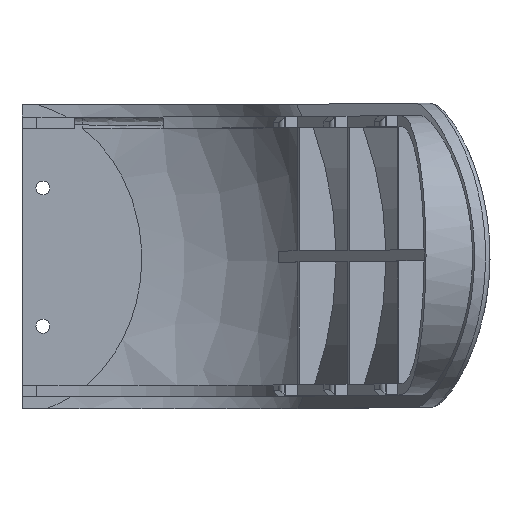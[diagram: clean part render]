
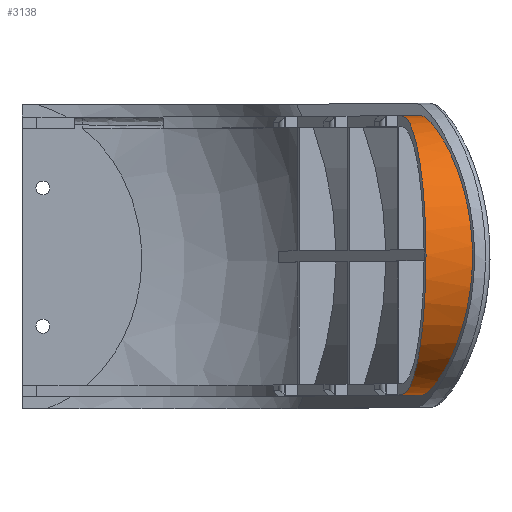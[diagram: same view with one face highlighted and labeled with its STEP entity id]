
A CAD part, top view. The second image highlights one B-rep face of the part: STEP entity #3138.
In plain terms, the highlighted cylindrical face has radius 50.5 mm (diameter 101 mm), a partial arc.
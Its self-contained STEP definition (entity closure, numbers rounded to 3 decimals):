
#9 = CARTESIAN_POINT ( 'NONE',  ( 254.382, 26.471, 639.585 ) ) ;
#33 = CARTESIAN_POINT ( 'NONE',  ( 247.351, 41.086, 624.176 ) ) ;
#64 = CARTESIAN_POINT ( 'NONE',  ( 246.045, 42.967, 620.68 ) ) ;
#415 = AXIS2_PLACEMENT_3D ( 'NONE', #1727, #6877, #4975 ) ;
#623 = CARTESIAN_POINT ( 'NONE',  ( 250.105, -43.034, 629.933 ) ) ;
#650 = CARTESIAN_POINT ( 'NONE',  ( 252.699, -37.555, 635.639 ) ) ;
#679 = CARTESIAN_POINT ( 'NONE',  ( 244.061, -51.785, 613.087 ) ) ;
#713 = CARTESIAN_POINT ( 'NONE',  ( 257.999, -19.372, 645.812 ) ) ;
#735 = CARTESIAN_POINT ( 'NONE',  ( 243.627, 45.837, 613.292 ) ) ;
#761 = CARTESIAN_POINT ( 'NONE',  ( 240.95, 47.5, 601.99 ) ) ;
#851 = CARTESIAN_POINT ( 'NONE',  ( 240.657, 47.5, 600.331 ) ) ;
#1159 = EDGE_CURVE ( 'NONE', #6464, #6339, #5376, .T. ) ;
#1260 = CARTESIAN_POINT ( 'NONE',  ( 259.131, 3.655, 647.934 ) ) ;
#1319 = CARTESIAN_POINT ( 'NONE',  ( 258.804, -13.741, 647.244 ) ) ;
#1344 = CARTESIAN_POINT ( 'NONE',  ( 259.23, -9.657, 648. ) ) ;
#1369 = CARTESIAN_POINT ( 'NONE',  ( 244.75, -51.055, 615.393 ) ) ;
#1578 = VECTOR ( 'NONE', #2280, 1000. ) ;
#1705 = CARTESIAN_POINT ( 'NONE',  ( 241.112, -53.5, 600.251 ) ) ;
#1727 = CARTESIAN_POINT ( 'NONE',  ( 17.71, -3., 639.642 ) ) ;
#1807 = EDGE_LOOP ( 'NONE', ( #4198, #7582, #5544, #3312 ) ) ;
#1906 = CARTESIAN_POINT ( 'NONE',  ( 258.989, 5.303, 647.708 ) ) ;
#1935 = CARTESIAN_POINT ( 'NONE',  ( 247.982, -46.785, 624.807 ) ) ;
#1960 = CARTESIAN_POINT ( 'NONE',  ( 253.918, -34.451, 638.121 ) ) ;
#1993 = CARTESIAN_POINT ( 'NONE',  ( 254.619, -32.485, 639.509 ) ) ;
#2114 = CARTESIAN_POINT ( 'NONE',  ( 241.811, 47.165, 606.081 ) ) ;
#2193 = AXIS2_PLACEMENT_3D ( 'NONE', #6306, #4997, #6923 ) ;
#2280 = DIRECTION ( 'NONE',  ( -0.985, 0., 0.174 ) ) ;
#2554 = CARTESIAN_POINT ( 'NONE',  ( 259.277, 1.15, 648.16 ) ) ;
#2582 = CARTESIAN_POINT ( 'NONE',  ( 258.494, -16.182, 646.694 ) ) ;
#2616 = CARTESIAN_POINT ( 'NONE',  ( 256.886, 17.958, 644.154 ) ) ;
#2640 = CARTESIAN_POINT ( 'NONE',  ( 255.712, 22.35, 642.058 ) ) ;
#2697 = CARTESIAN_POINT ( 'NONE',  ( 241.275, 47.416, 603.635 ) ) ;
#2726 = CARTESIAN_POINT ( 'NONE',  ( 242.588, 46.665, 609.316 ) ) ;
#2869 = CARTESIAN_POINT ( 'NONE',  ( 17.71, 47.5, 639.642 ) ) ;
#3086 = CIRCLE ( 'NONE', #2193, 50.5 ) ;
#3138 = ADVANCED_FACE ( 'NONE', ( #4413 ), #7983, .T. ) ;
#3152 = CARTESIAN_POINT ( 'NONE',  ( 233.811, 47.5, 601.538 ) ) ;
#3174 = CARTESIAN_POINT ( 'NONE',  ( 241.697, -53.5, 603.568 ) ) ;
#3210 = CARTESIAN_POINT ( 'NONE',  ( 255.96, -28.369, 642.099 ) ) ;
#3239 = CARTESIAN_POINT ( 'NONE',  ( 250.838, 35.026, 632.442 ) ) ;
#3262 = CARTESIAN_POINT ( 'NONE',  ( 247.619, 40.674, 624.862 ) ) ;
#3286 = CARTESIAN_POINT ( 'NONE',  ( 252.14, 32.133, 635.15 ) ) ;
#3312 = ORIENTED_EDGE ( 'NONE', *, *, #4751, .T. ) ;
#3859 = CARTESIAN_POINT ( 'NONE',  ( 257.907, 13.343, 645.926 ) ) ;
#3890 = CARTESIAN_POINT ( 'NONE',  ( 249.764, 37.095, 630.078 ) ) ;
#3924 = CARTESIAN_POINT ( 'NONE',  ( 257.709, -20.925, 645.293 ) ) ;
#3952 = CARTESIAN_POINT ( 'NONE',  ( 246.56, 42.26, 622.098 ) ) ;
#4041 = CARTESIAN_POINT ( 'NONE',  ( 241.997, 47.061, 606.893 ) ) ;
#4194 = VECTOR ( 'NONE', #7086, 1000. ) ;
#4198 = ORIENTED_EDGE ( 'NONE', *, *, #5898, .F. ) ;
#4307 = CARTESIAN_POINT ( 'NONE',  ( 233.811, -53.5, 601.538 ) ) ;
#4413 = FACE_OUTER_BOUND ( 'NONE', #1807, .T. ) ;
#4471 = CARTESIAN_POINT ( 'NONE',  ( 250.371, -42.526, 630.546 ) ) ;
#4500 = CARTESIAN_POINT ( 'NONE',  ( 243.627, -52.19, 611.531 ) ) ;
#4537 = CARTESIAN_POINT ( 'NONE',  ( 248.422, 39.38, 626.86 ) ) ;
#4563 = CARTESIAN_POINT ( 'NONE',  ( 251.162, -40.961, 632.339 ) ) ;
#4588 = CARTESIAN_POINT ( 'NONE',  ( 244.554, 44.866, 616.326 ) ) ;
#4592 = CARTESIAN_POINT ( 'NONE',  ( 241.112, -53.5, 600.251 ) ) ;
#4751 = EDGE_CURVE ( 'NONE', #4774, #5242, #3086, .T. ) ;
#4774 = VERTEX_POINT ( 'NONE', #3152 ) ;
#4972 = CARTESIAN_POINT ( 'NONE',  ( 240.657, 47.5, 600.331 ) ) ;
#4975 = DIRECTION ( 'NONE',  ( -0.174, 0., -0.985 ) ) ;
#4997 = DIRECTION ( 'NONE',  ( 0.985, 0., -0.174 ) ) ;
#5077 = EDGE_CURVE ( 'NONE', #6339, #4774, #6133, .T. ) ;
#5127 = CARTESIAN_POINT ( 'NONE',  ( 254.848, -31.809, 639.953 ) ) ;
#5157 = CARTESIAN_POINT ( 'NONE',  ( 258.377, -16.987, 646.486 ) ) ;
#5184 = CARTESIAN_POINT ( 'NONE',  ( 253.196, -36.347, 636.665 ) ) ;
#5209 = CARTESIAN_POINT ( 'NONE',  ( 259.315, 0.309, 648.217 ) ) ;
#5242 = VERTEX_POINT ( 'NONE', #4307 ) ;
#5248 = CARTESIAN_POINT ( 'NONE',  ( 244.986, -50.791, 616.159 ) ) ;
#5376 = B_SPLINE_CURVE_WITH_KNOTS ( 'NONE', 3,
 ( #7083, #3174, #5794, #4500, #679, #1369, #5248, #7809, #7052, #5820, #1935, #5907, #6453, #623, #4471, #4563, #6390, #650, #5184, #1960, #7134, #1993, #5127, #3210, #6479, #3924, #713, #5157, #2582, #7775, #1319, #1344, #8410, #7712, #5855, #5209, #2554, #1260, #1906, #7163, #3859, #2616, #6504, #2640, #7744, #9, #8373, #6420, #5882, #7108, #3286, #3239, #3890, #4537, #7834, #3262, #33, #3952, #64, #4588, #735, #2726, #5934, #4041, #2114, #2697, #761, #851 ),
 .UNSPECIFIED., .F., .F.,
 ( 4, 2, 2, 2, 2, 2, 2, 2, 2, 2, 2, 2, 2, 2, 2, 2, 2, 2, 2, 2, 2, 2, 2, 2, 2, 2, 2, 2, 2, 2, 2, 2, 2, 4 ),
 ( 0., 0.01, 0.015, 0.017, 0.02, 0.03, 0.032, 0.035, 0.04, 0.045, 0.047, 0.05, 0.06, 0.065, 0.067, 0.07, 0.08, 0.082, 0.085, 0.09, 0.1, 0.105, 0.11, 0.114, 0.117, 0.119, 0.129, 0.132, 0.134, 0.139, 0.149, 0.152, 0.154, 0.159 ),
 .UNSPECIFIED. ) ;
#5544 = ORIENTED_EDGE ( 'NONE', *, *, #5077, .T. ) ;
#5794 = CARTESIAN_POINT ( 'NONE',  ( 242.404, -53.166, 606.801 ) ) ;
#5820 = CARTESIAN_POINT ( 'NONE',  ( 246.943, -48.337, 622.058 ) ) ;
#5855 = CARTESIAN_POINT ( 'NONE',  ( 259.367, -1.363, 648.291 ) ) ;
#5882 = CARTESIAN_POINT ( 'NONE',  ( 252.91, 30.32, 636.712 ) ) ;
#5898 = EDGE_CURVE ( 'NONE', #6464, #5242, #8153, .T. ) ;
#5907 = CARTESIAN_POINT ( 'NONE',  ( 249.305, -44.496, 628.042 ) ) ;
#5934 = CARTESIAN_POINT ( 'NONE',  ( 242.386, 46.811, 608.51 ) ) ;
#6133 = LINE ( 'NONE', #2869, #1578 ) ;
#6306 = CARTESIAN_POINT ( 'NONE',  ( 233.811, -3., 601.538 ) ) ;
#6339 = VERTEX_POINT ( 'NONE', #4972 ) ;
#6390 = CARTESIAN_POINT ( 'NONE',  ( 251.682, -39.862, 633.476 ) ) ;
#6420 = CARTESIAN_POINT ( 'NONE',  ( 253.164, 29.694, 637.217 ) ) ;
#6453 = CARTESIAN_POINT ( 'NONE',  ( 249.571, -44.021, 628.679 ) ) ;
#6464 = VERTEX_POINT ( 'NONE', #1705 ) ;
#6479 = CARTESIAN_POINT ( 'NONE',  ( 256.739, -25.476, 643.536 ) ) ;
#6504 = CARTESIAN_POINT ( 'NONE',  ( 256.513, 19.453, 643.497 ) ) ;
#6877 = DIRECTION ( 'NONE',  ( 0.985, 0., -0.174 ) ) ;
#6923 = DIRECTION ( 'NONE',  ( -0.174, 0., -0.985 ) ) ;
#7052 = CARTESIAN_POINT ( 'NONE',  ( 245.709, -49.926, 618.406 ) ) ;
#7083 = CARTESIAN_POINT ( 'NONE',  ( 241.112, -53.5, 600.251 ) ) ;
#7086 = DIRECTION ( 'NONE',  ( -0.985, 0., 0.174 ) ) ;
#7108 = CARTESIAN_POINT ( 'NONE',  ( 252.399, 31.539, 635.679 ) ) ;
#7134 = CARTESIAN_POINT ( 'NONE',  ( 254.155, -33.805, 638.593 ) ) ;
#7163 = CARTESIAN_POINT ( 'NONE',  ( 258.439, 10.18, 646.812 ) ) ;
#7582 = ORIENTED_EDGE ( 'NONE', *, *, #1159, .T. ) ;
#7712 = CARTESIAN_POINT ( 'NONE',  ( 259.381, -2.197, 648.309 ) ) ;
#7744 = CARTESIAN_POINT ( 'NONE',  ( 255.285, 23.753, 641.276 ) ) ;
#7775 = CARTESIAN_POINT ( 'NONE',  ( 258.708, -14.556, 647.073 ) ) ;
#7809 = CARTESIAN_POINT ( 'NONE',  ( 245.466, -50.227, 617.664 ) ) ;
#7834 = CARTESIAN_POINT ( 'NONE',  ( 248.154, 39.822, 626.203 ) ) ;
#7983 = CYLINDRICAL_SURFACE ( 'NONE', #415, 50.5 ) ;
#8153 = LINE ( 'NONE', #4592, #4194 ) ;
#8373 = CARTESIAN_POINT ( 'NONE',  ( 253.907, 27.787, 638.677 ) ) ;
#8410 = CARTESIAN_POINT ( 'NONE',  ( 259.398, -6.358, 648.303 ) ) ;
